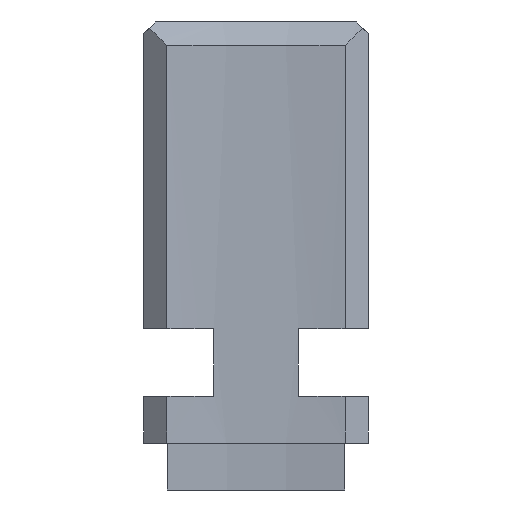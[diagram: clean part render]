
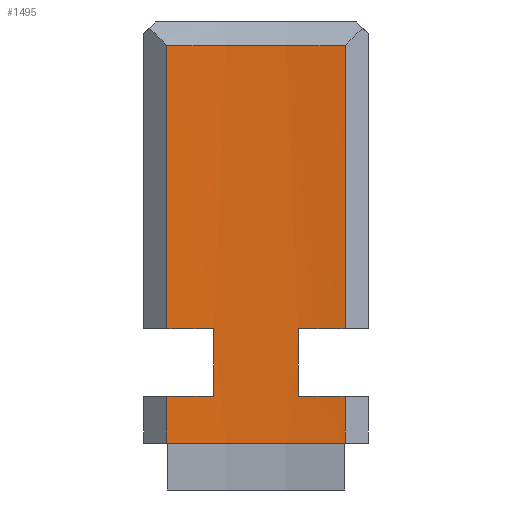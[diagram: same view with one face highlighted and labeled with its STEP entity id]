
A CAD part, front view. The second image highlights one B-rep face of the part: STEP entity #1495.
In plain terms, the highlighted cylindrical face has radius 30 mm (diameter 60 mm), a partial arc.
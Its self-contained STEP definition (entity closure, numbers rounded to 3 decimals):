
#145=FACE_OUTER_BOUND('',#231,.T.);
#231=EDGE_LOOP('',(#1112,#1113,#1114,#1115,#1116,#1117,#1118,#1119,#1120,
#1121,#1122,#1123));
#354=LINE('',#2242,#505);
#357=LINE('',#2250,#508);
#358=LINE('',#2254,#509);
#359=LINE('',#2258,#510);
#360=LINE('',#2262,#511);
#361=LINE('',#2266,#512);
#505=VECTOR('',#1830,10.);
#508=VECTOR('',#1837,10.);
#509=VECTOR('',#1840,10.);
#510=VECTOR('',#1843,10.);
#511=VECTOR('',#1846,10.);
#512=VECTOR('',#1849,10.);
#615=CIRCLE('',#1606,30.);
#616=CIRCLE('',#1607,30.);
#617=CIRCLE('',#1608,30.);
#618=CIRCLE('',#1609,30.);
#619=CIRCLE('',#1610,30.);
#620=CIRCLE('',#1611,30.);
#694=VERTEX_POINT('',#2239);
#695=VERTEX_POINT('',#2241);
#697=VERTEX_POINT('',#2247);
#698=VERTEX_POINT('',#2249);
#699=VERTEX_POINT('',#2251);
#700=VERTEX_POINT('',#2253);
#701=VERTEX_POINT('',#2255);
#702=VERTEX_POINT('',#2257);
#703=VERTEX_POINT('',#2259);
#704=VERTEX_POINT('',#2261);
#705=VERTEX_POINT('',#2263);
#706=VERTEX_POINT('',#2265);
#862=EDGE_CURVE('',#694,#695,#354,.T.);
#865=EDGE_CURVE('',#697,#694,#615,.T.);
#866=EDGE_CURVE('',#698,#697,#357,.T.);
#867=EDGE_CURVE('',#699,#698,#616,.T.);
#868=EDGE_CURVE('',#700,#699,#358,.T.);
#869=EDGE_CURVE('',#701,#700,#617,.T.);
#870=EDGE_CURVE('',#702,#701,#359,.T.);
#871=EDGE_CURVE('',#703,#702,#618,.T.);
#872=EDGE_CURVE('',#704,#703,#360,.T.);
#873=EDGE_CURVE('',#705,#704,#619,.T.);
#874=EDGE_CURVE('',#706,#705,#361,.T.);
#875=EDGE_CURVE('',#695,#706,#620,.T.);
#1112=ORIENTED_EDGE('',*,*,#862,.F.);
#1113=ORIENTED_EDGE('',*,*,#865,.F.);
#1114=ORIENTED_EDGE('',*,*,#866,.F.);
#1115=ORIENTED_EDGE('',*,*,#867,.F.);
#1116=ORIENTED_EDGE('',*,*,#868,.F.);
#1117=ORIENTED_EDGE('',*,*,#869,.F.);
#1118=ORIENTED_EDGE('',*,*,#870,.F.);
#1119=ORIENTED_EDGE('',*,*,#871,.F.);
#1120=ORIENTED_EDGE('',*,*,#872,.F.);
#1121=ORIENTED_EDGE('',*,*,#873,.F.);
#1122=ORIENTED_EDGE('',*,*,#874,.F.);
#1123=ORIENTED_EDGE('',*,*,#875,.F.);
#1466=CYLINDRICAL_SURFACE('',#1605,30.);
#1495=ADVANCED_FACE('',(#145),#1466,.F.);
#1605=AXIS2_PLACEMENT_3D('',#2246,#1833,#1834);
#1606=AXIS2_PLACEMENT_3D('',#2248,#1835,#1836);
#1607=AXIS2_PLACEMENT_3D('',#2252,#1838,#1839);
#1608=AXIS2_PLACEMENT_3D('',#2256,#1841,#1842);
#1609=AXIS2_PLACEMENT_3D('',#2260,#1844,#1845);
#1610=AXIS2_PLACEMENT_3D('',#2264,#1847,#1848);
#1611=AXIS2_PLACEMENT_3D('',#2267,#1850,#1851);
#1830=DIRECTION('',(0.,0.,1.));
#1833=DIRECTION('center_axis',(0.,0.,-1.));
#1834=DIRECTION('ref_axis',(-1.,0.,0.));
#1835=DIRECTION('center_axis',(0.,0.,1.));
#1836=DIRECTION('ref_axis',(-1.,0.,0.));
#1837=DIRECTION('',(0.,0.,-1.));
#1838=DIRECTION('center_axis',(0.,0.,-1.));
#1839=DIRECTION('ref_axis',(-1.,0.,0.));
#1840=DIRECTION('',(0.,0.,-1.));
#1841=DIRECTION('center_axis',(0.,0.,1.));
#1842=DIRECTION('ref_axis',(-1.,0.,0.));
#1843=DIRECTION('',(0.,0.,-1.));
#1844=DIRECTION('center_axis',(0.,0.,-1.));
#1845=DIRECTION('ref_axis',(-1.,0.,0.));
#1846=DIRECTION('',(0.,0.,1.));
#1847=DIRECTION('center_axis',(0.,0.,1.));
#1848=DIRECTION('ref_axis',(-1.,0.,0.));
#1849=DIRECTION('',(0.,0.,1.));
#1850=DIRECTION('center_axis',(0.,0.,-1.));
#1851=DIRECTION('ref_axis',(-1.,0.,0.));
#2239=CARTESIAN_POINT('',(0.99,2.757,2.));
#2241=CARTESIAN_POINT('',(0.99,2.757,4.));
#2242=CARTESIAN_POINT('',(0.99,2.757,20.));
#2246=CARTESIAN_POINT('Origin',(4.8,-27.,20.));
#2247=CARTESIAN_POINT('',(8.61,2.757,2.));
#2248=CARTESIAN_POINT('Origin',(4.8,-27.,2.));
#2249=CARTESIAN_POINT('',(8.61,2.757,4.));
#2250=CARTESIAN_POINT('',(8.61,2.757,20.));
#2251=CARTESIAN_POINT('',(6.6,2.946,4.));
#2252=CARTESIAN_POINT('Origin',(4.8,-27.,4.));
#2253=CARTESIAN_POINT('',(6.6,2.946,6.9));
#2254=CARTESIAN_POINT('',(6.6,2.946,20.));
#2255=CARTESIAN_POINT('',(8.61,2.757,6.9));
#2256=CARTESIAN_POINT('Origin',(4.8,-27.,6.9));
#2257=CARTESIAN_POINT('',(8.61,2.757,19.));
#2258=CARTESIAN_POINT('',(8.61,2.757,20.));
#2259=CARTESIAN_POINT('',(0.99,2.757,19.));
#2260=CARTESIAN_POINT('Origin',(4.8,-27.,19.));
#2261=CARTESIAN_POINT('',(0.99,2.757,6.9));
#2262=CARTESIAN_POINT('',(0.99,2.757,20.));
#2263=CARTESIAN_POINT('',(3.,2.946,6.9));
#2264=CARTESIAN_POINT('Origin',(4.8,-27.,6.9));
#2265=CARTESIAN_POINT('',(3.,2.946,4.));
#2266=CARTESIAN_POINT('',(3.,2.946,20.));
#2267=CARTESIAN_POINT('Origin',(4.8,-27.,4.));
